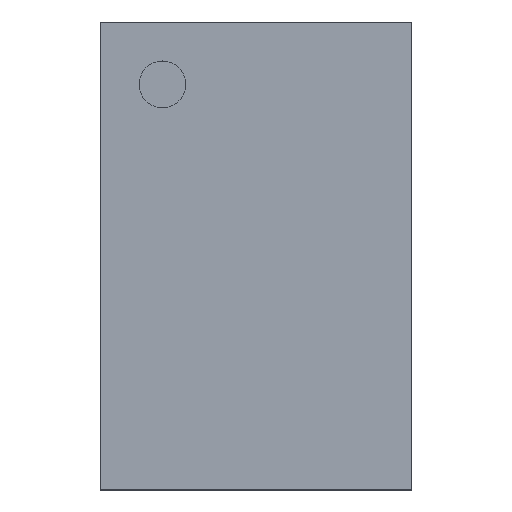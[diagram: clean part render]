
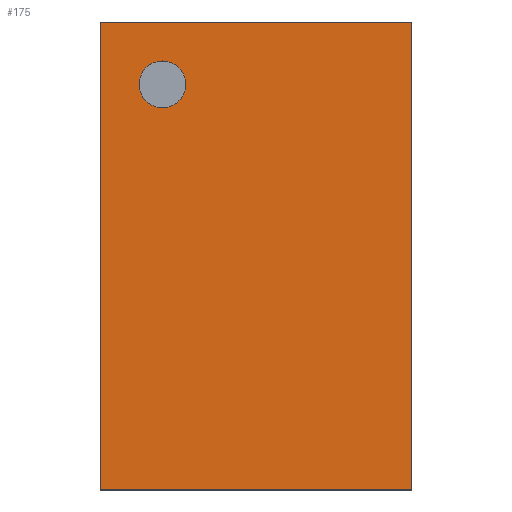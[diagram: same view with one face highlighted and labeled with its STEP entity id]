
A CAD part, top view. The second image highlights one B-rep face of the part: STEP entity #175.
In plain terms, the highlighted planar face has unit normal (0, 0, 1).
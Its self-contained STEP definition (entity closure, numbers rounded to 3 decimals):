
#24 = VERTEX_POINT('',#25);
#25 = CARTESIAN_POINT('',(-1.,1.5,0.555));
#31 = EDGE_CURVE('',#24,#32,#34,.T.);
#32 = VERTEX_POINT('',#33);
#33 = CARTESIAN_POINT('',(1.,1.5,0.555));
#34 = LINE('',#35,#36);
#35 = CARTESIAN_POINT('',(-1.,1.5,0.555));
#36 = VECTOR('',#37,1.);
#37 = DIRECTION('',(1.,0.,0.));
#64 = VERTEX_POINT('',#65);
#65 = CARTESIAN_POINT('',(-1.,-1.5,0.555));
#71 = EDGE_CURVE('',#64,#24,#72,.T.);
#72 = LINE('',#73,#74);
#73 = CARTESIAN_POINT('',(-1.,-1.5,0.555));
#74 = VECTOR('',#75,1.);
#75 = DIRECTION('',(0.,1.,0.));
#109 = EDGE_CURVE('',#32,#110,#112,.T.);
#110 = VERTEX_POINT('',#111);
#111 = CARTESIAN_POINT('',(1.,-1.5,0.555));
#112 = LINE('',#113,#114);
#113 = CARTESIAN_POINT('',(1.,1.5,0.555));
#114 = VECTOR('',#115,1.);
#115 = DIRECTION('',(0.,-1.,0.));
#175 = ADVANCED_FACE('',(#176,#187),#198,.F.);
#176 = FACE_BOUND('',#177,.F.);
#177 = EDGE_LOOP('',(#178,#179,#180,#186));
#178 = ORIENTED_EDGE('',*,*,#31,.T.);
#179 = ORIENTED_EDGE('',*,*,#109,.T.);
#180 = ORIENTED_EDGE('',*,*,#181,.T.);
#181 = EDGE_CURVE('',#110,#64,#182,.T.);
#182 = LINE('',#183,#184);
#183 = CARTESIAN_POINT('',(1.,-1.5,0.555));
#184 = VECTOR('',#185,1.);
#185 = DIRECTION('',(-1.,0.,0.));
#186 = ORIENTED_EDGE('',*,*,#71,.T.);
#187 = FACE_BOUND('',#188,.F.);
#188 = EDGE_LOOP('',(#189));
#189 = ORIENTED_EDGE('',*,*,#190,.T.);
#190 = EDGE_CURVE('',#191,#191,#193,.T.);
#191 = VERTEX_POINT('',#192);
#192 = CARTESIAN_POINT('',(-0.45,1.1,0.555));
#193 = CIRCLE('',#194,0.15);
#194 = AXIS2_PLACEMENT_3D('',#195,#196,#197);
#195 = CARTESIAN_POINT('',(-0.6,1.1,0.555));
#196 = DIRECTION('',(0.,0.,1.));
#197 = DIRECTION('',(1.,0.,0.));
#198 = PLANE('',#199);
#199 = AXIS2_PLACEMENT_3D('',#200,#201,#202);
#200 = CARTESIAN_POINT('',(0.,0.,0.555));
#201 = DIRECTION('',(-0.,-0.,-1.));
#202 = DIRECTION('',(-1.,0.,0.));
